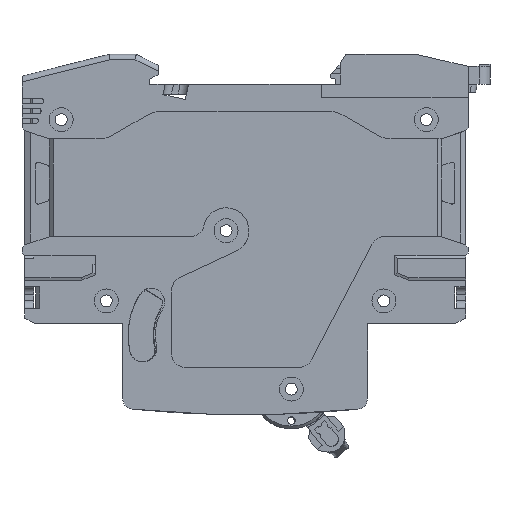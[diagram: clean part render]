
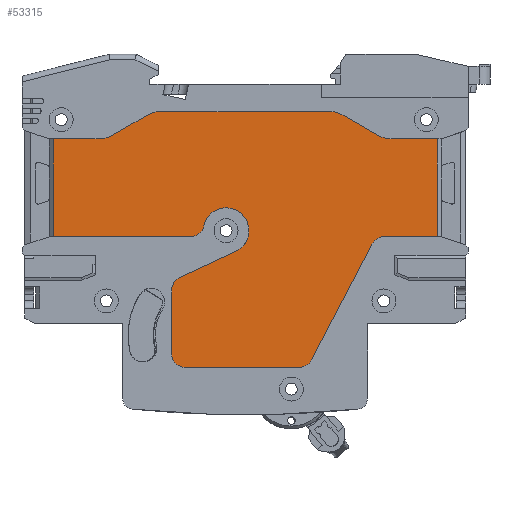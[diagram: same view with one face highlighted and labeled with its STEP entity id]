
A CAD part, front view. The second image highlights one B-rep face of the part: STEP entity #53315.
In plain terms, the highlighted planar face has unit normal (0, -1, 0).
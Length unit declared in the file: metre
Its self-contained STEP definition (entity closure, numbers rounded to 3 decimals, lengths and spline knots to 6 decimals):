
#36652=DIRECTION('',(-1.,0.,0.));
#36653=VECTOR('',#36652,0.00846);
#36654=CARTESIAN_POINT('',(-0.02684,0.0003,0.034));
#36655=LINE('',#36654,#36653);
#36656=CARTESIAN_POINT('',(-0.02684,0.0003,0.039));
#36657=DIRECTION('',(0.,1.,0.));
#36658=DIRECTION('',(0.5,0.,-0.866));
#36659=AXIS2_PLACEMENT_3D('',#36656,#36657,#36658);
#36661=DIRECTION('',(-0.866,0.,-0.5));
#36662=VECTOR('',#36661,0.007321);
#36663=CARTESIAN_POINT('',(-0.018,0.0003,0.03833));
#36664=LINE('',#36663,#36662);
#36665=CARTESIAN_POINT('',(-0.0155,0.0003,0.034));
#36666=DIRECTION('',(0.,-1.,0.));
#36667=DIRECTION('',(0.,0.,1.));
#36668=AXIS2_PLACEMENT_3D('',#36665,#36666,#36667);
#36670=CARTESIAN_POINT('',(0.0155,0.0003,0.034));
#36671=DIRECTION('',(0.,-1.,0.));
#36672=DIRECTION('',(0.5,0.,0.866));
#36673=AXIS2_PLACEMENT_3D('',#36670,#36671,#36672);
#36675=DIRECTION('',(-0.866,0.,0.5));
#36676=VECTOR('',#36675,0.007321);
#36677=CARTESIAN_POINT('',(0.02434,0.0003,0.03467));
#36678=LINE('',#36677,#36676);
#36679=CARTESIAN_POINT('',(0.02684,0.0003,0.039));
#36680=DIRECTION('',(0.,1.,0.));
#36681=DIRECTION('',(0.,0.,-1.));
#36682=AXIS2_PLACEMENT_3D('',#36679,#36680,#36681);
#36684=CARTESIAN_POINT('',(0.025517,0.0003,0.0135));
#36685=DIRECTION('',(0.,1.,0.));
#36686=DIRECTION('',(-0.887,0.,0.462));
#36687=AXIS2_PLACEMENT_3D('',#36684,#36685,#36686);
#36689=DIRECTION('',(0.462,0.,0.887));
#36690=VECTOR('',#36689,0.024027);
#36691=CARTESIAN_POINT('',(0.012201,0.0003,-0.006655));
#36692=LINE('',#36691,#36690);
#36693=CARTESIAN_POINT('',(0.009983,0.0003,-0.0055));
#36694=DIRECTION('',(0.,-1.,0.));
#36695=DIRECTION('',(0.,0.,-1.));
#36696=AXIS2_PLACEMENT_3D('',#36693,#36694,#36695);
#36698=CARTESIAN_POINT('',(-0.011,0.0003,-0.0055));
#36699=DIRECTION('',(0.,-1.,0.));
#36700=DIRECTION('',(-1.,0.,0.));
#36701=AXIS2_PLACEMENT_3D('',#36698,#36699,#36700);
#36703=CARTESIAN_POINT('',(-0.011,0.0003,0.00621));
#36704=DIRECTION('',(0.,-1.,0.));
#36705=DIRECTION('',(-0.423,0.,0.906));
#36706=AXIS2_PLACEMENT_3D('',#36703,#36704,#36705);
#36708=DIRECTION('',(-0.906,0.,-0.423));
#36709=VECTOR('',#36708,0.0114);
#36710=CARTESIAN_POINT('',(-0.001725,0.0003,0.013294));
#36711=LINE('',#36710,#36709);
#36712=CARTESIAN_POINT('',(-0.0035,0.0003,0.0171));
#36713=DIRECTION('',(0.,1.,0.));
#36714=DIRECTION('',(0.978,0.,-0.209));
#36715=AXIS2_PLACEMENT_3D('',#36712,#36713,#36714);
#36717=CARTESIAN_POINT('',(-0.0035,0.0003,0.0171));
#36718=DIRECTION('',(0.,1.,0.));
#36719=DIRECTION('',(1.,0.,0.));
#36720=AXIS2_PLACEMENT_3D('',#36717,#36718,#36719);
#36722=CARTESIAN_POINT('',(-0.0035,0.0003,0.0171));
#36723=DIRECTION('',(0.,1.,0.));
#36724=DIRECTION('',(-0.978,0.,0.209));
#36725=AXIS2_PLACEMENT_3D('',#36722,#36723,#36724);
#36727=CARTESIAN_POINT('',(-0.010052,0.0003,0.0185));
#36728=DIRECTION('',(0.,-1.,0.));
#36729=DIRECTION('',(0.,0.,-1.));
#36730=AXIS2_PLACEMENT_3D('',#36727,#36728,#36729);
#36740=DIRECTION('',(0.,0.,1.));
#36741=VECTOR('',#36740,0.018);
#36742=CARTESIAN_POINT('',(-0.0353,0.0003,0.016));
#36743=LINE('',#36742,#36741);
#36744=DIRECTION('',(-1.,0.,0.));
#36745=VECTOR('',#36744,0.025248);
#36746=CARTESIAN_POINT('',(-0.010052,0.0003,0.016));
#36747=LINE('',#36746,#36745);
#36784=DIRECTION('',(0.,0.,1.));
#36785=VECTOR('',#36784,0.01171);
#36786=CARTESIAN_POINT('',(-0.0135,0.0003,-0.0055));
#36787=LINE('',#36786,#36785);
#36800=DIRECTION('',(-1.,0.,0.));
#36801=VECTOR('',#36800,0.020983);
#36802=CARTESIAN_POINT('',(0.009983,0.0003,-0.008));
#36803=LINE('',#36802,#36801);
#36824=DIRECTION('',(-1.,0.,0.));
#36825=VECTOR('',#36824,0.009783);
#36826=CARTESIAN_POINT('',(0.0353,0.0003,0.016));
#36827=LINE('',#36826,#36825);
#36840=DIRECTION('',(0.,0.,-1.));
#36841=VECTOR('',#36840,0.018);
#36842=CARTESIAN_POINT('',(0.0353,0.0003,0.034));
#36843=LINE('',#36842,#36841);
#38256=DIRECTION('',(1.,0.,0.));
#38257=VECTOR('',#38256,0.00846);
#38258=CARTESIAN_POINT('',(0.02684,0.0003,0.034));
#38259=LINE('',#38258,#38257);
#38288=DIRECTION('',(1.,0.,0.));
#38289=VECTOR('',#38288,0.031);
#38290=CARTESIAN_POINT('',(-0.0155,0.0003,0.039));
#38291=LINE('',#38290,#38289);
#43650=CARTESIAN_POINT('',(-0.02684,0.0003,0.034));
#43651=VERTEX_POINT('',#43650);
#43652=CARTESIAN_POINT('',(-0.0353,0.0003,0.034));
#43653=VERTEX_POINT('',#43652);
#43654=CARTESIAN_POINT('',(-0.02434,0.0003,0.03467));
#43655=VERTEX_POINT('',#43654);
#43656=CARTESIAN_POINT('',(-0.018,0.0003,0.03833));
#43657=VERTEX_POINT('',#43656);
#43658=CARTESIAN_POINT('',(-0.0155,0.0003,0.039));
#43659=VERTEX_POINT('',#43658);
#43660=CARTESIAN_POINT('',(0.0155,0.0003,0.039));
#43661=VERTEX_POINT('',#43660);
#43662=CARTESIAN_POINT('',(0.018,0.0003,0.03833));
#43663=VERTEX_POINT('',#43662);
#43664=CARTESIAN_POINT('',(0.02434,0.0003,0.03467));
#43665=VERTEX_POINT('',#43664);
#43666=CARTESIAN_POINT('',(0.02684,0.0003,0.034));
#43667=VERTEX_POINT('',#43666);
#43668=CARTESIAN_POINT('',(0.0353,0.0003,0.034));
#43669=VERTEX_POINT('',#43668);
#43670=CARTESIAN_POINT('',(0.0353,0.0003,0.016));
#43671=VERTEX_POINT('',#43670);
#43672=CARTESIAN_POINT('',(0.025517,0.0003,0.016));
#43673=VERTEX_POINT('',#43672);
#43674=CARTESIAN_POINT('',(0.023299,0.0003,0.014655));
#43675=VERTEX_POINT('',#43674);
#43676=CARTESIAN_POINT('',(0.012201,0.0003,-0.006655));
#43677=VERTEX_POINT('',#43676);
#43678=CARTESIAN_POINT('',(0.009983,0.0003,-0.008));
#43679=VERTEX_POINT('',#43678);
#43680=CARTESIAN_POINT('',(-0.011,0.0003,-0.008));
#43681=VERTEX_POINT('',#43680);
#43682=CARTESIAN_POINT('',(-0.0135,0.0003,-0.0055));
#43683=VERTEX_POINT('',#43682);
#43684=CARTESIAN_POINT('',(-0.0135,0.0003,0.00621));
#43685=VERTEX_POINT('',#43684);
#43686=CARTESIAN_POINT('',(-0.012057,0.0003,0.008476));
#43687=VERTEX_POINT('',#43686);
#43688=CARTESIAN_POINT('',(-0.001725,0.0003,0.013294));
#43689=VERTEX_POINT('',#43688);
#43690=CARTESIAN_POINT('',(0.000607,0.0003,0.016222));
#43691=VERTEX_POINT('',#43690);
#43692=CARTESIAN_POINT('',(0.0007,0.0003,0.0171));
#43693=VERTEX_POINT('',#43692);
#43694=CARTESIAN_POINT('',(-0.007607,0.0003,0.017978));
#43695=VERTEX_POINT('',#43694);
#43696=CARTESIAN_POINT('',(-0.010052,0.0003,0.016));
#43697=VERTEX_POINT('',#43696);
#43698=CARTESIAN_POINT('',(-0.0353,0.0003,0.016));
#43699=VERTEX_POINT('',#43698);
#53261=CARTESIAN_POINT('',(0.,0.0003,0.));
#53262=DIRECTION('',(0.,-1.,0.));
#53263=DIRECTION('',(-1.,0.,0.));
#53264=AXIS2_PLACEMENT_3D('',#53261,#53262,#53263);
#53265=PLANE('',#53264);
#53267=ORIENTED_EDGE('',*,*,#53266,.T.);
#53268=ORIENTED_EDGE('',*,*,#53225,.F.);
#53269=ORIENTED_EDGE('',*,*,#53242,.F.);
#53270=ORIENTED_EDGE('',*,*,#53252,.F.);
#53272=ORIENTED_EDGE('',*,*,#53271,.F.);
#53274=ORIENTED_EDGE('',*,*,#53273,.T.);
#53276=ORIENTED_EDGE('',*,*,#53275,.F.);
#53278=ORIENTED_EDGE('',*,*,#53277,.F.);
#53280=ORIENTED_EDGE('',*,*,#53279,.F.);
#53282=ORIENTED_EDGE('',*,*,#53281,.T.);
#53284=ORIENTED_EDGE('',*,*,#53283,.T.);
#53286=ORIENTED_EDGE('',*,*,#53285,.T.);
#53288=ORIENTED_EDGE('',*,*,#53287,.F.);
#53290=ORIENTED_EDGE('',*,*,#53289,.F.);
#53292=ORIENTED_EDGE('',*,*,#53291,.F.);
#53294=ORIENTED_EDGE('',*,*,#53293,.T.);
#53296=ORIENTED_EDGE('',*,*,#53295,.F.);
#53298=ORIENTED_EDGE('',*,*,#53297,.T.);
#53300=ORIENTED_EDGE('',*,*,#53299,.F.);
#53302=ORIENTED_EDGE('',*,*,#53301,.F.);
#53304=ORIENTED_EDGE('',*,*,#53303,.F.);
#53306=ORIENTED_EDGE('',*,*,#53305,.F.);
#53308=ORIENTED_EDGE('',*,*,#53307,.F.);
#53310=ORIENTED_EDGE('',*,*,#53309,.F.);
#53312=ORIENTED_EDGE('',*,*,#53311,.T.);
#53313=EDGE_LOOP('',(#53267,#53268,#53269,#53270,#53272,#53274,#53276,#53278,
#53280,#53282,#53284,#53286,#53288,#53290,#53292,#53294,#53296,#53298,#53300,
#53302,#53304,#53306,#53308,#53310,#53312));
#53314=FACE_OUTER_BOUND('',#53313,.F.);
#36660=CIRCLE('',#36659,0.005);
#36669=CIRCLE('',#36668,0.005);
#36674=CIRCLE('',#36673,0.005);
#36683=CIRCLE('',#36682,0.005);
#36688=CIRCLE('',#36687,0.0025);
#36697=CIRCLE('',#36696,0.0025);
#36702=CIRCLE('',#36701,0.0025);
#36707=CIRCLE('',#36706,0.0025);
#36716=CIRCLE('',#36715,0.0042);
#36721=CIRCLE('',#36720,0.0042);
#36726=CIRCLE('',#36725,0.0042);
#36731=CIRCLE('',#36730,0.0025);
#53225=EDGE_CURVE('',#43651,#43653,#36655,.T.);
#53242=EDGE_CURVE('',#43655,#43651,#36660,.T.);
#53252=EDGE_CURVE('',#43657,#43655,#36664,.T.);
#53266=EDGE_CURVE('',#43699,#43653,#36743,.T.);
#53271=EDGE_CURVE('',#43659,#43657,#36669,.T.);
#53273=EDGE_CURVE('',#43659,#43661,#38291,.T.);
#53275=EDGE_CURVE('',#43663,#43661,#36674,.T.);
#53277=EDGE_CURVE('',#43665,#43663,#36678,.T.);
#53279=EDGE_CURVE('',#43667,#43665,#36683,.T.);
#53281=EDGE_CURVE('',#43667,#43669,#38259,.T.);
#53283=EDGE_CURVE('',#43669,#43671,#36843,.T.);
#53285=EDGE_CURVE('',#43671,#43673,#36827,.T.);
#53287=EDGE_CURVE('',#43675,#43673,#36688,.T.);
#53289=EDGE_CURVE('',#43677,#43675,#36692,.T.);
#53291=EDGE_CURVE('',#43679,#43677,#36697,.T.);
#53293=EDGE_CURVE('',#43679,#43681,#36803,.T.);
#53295=EDGE_CURVE('',#43683,#43681,#36702,.T.);
#53297=EDGE_CURVE('',#43683,#43685,#36787,.T.);
#53299=EDGE_CURVE('',#43687,#43685,#36707,.T.);
#53301=EDGE_CURVE('',#43689,#43687,#36711,.T.);
#53303=EDGE_CURVE('',#43691,#43689,#36716,.T.);
#53305=EDGE_CURVE('',#43693,#43691,#36721,.T.);
#53307=EDGE_CURVE('',#43695,#43693,#36726,.T.);
#53309=EDGE_CURVE('',#43697,#43695,#36731,.T.);
#53311=EDGE_CURVE('',#43697,#43699,#36747,.T.);
#53315=ADVANCED_FACE('',(#53314),#53265,.T.);
